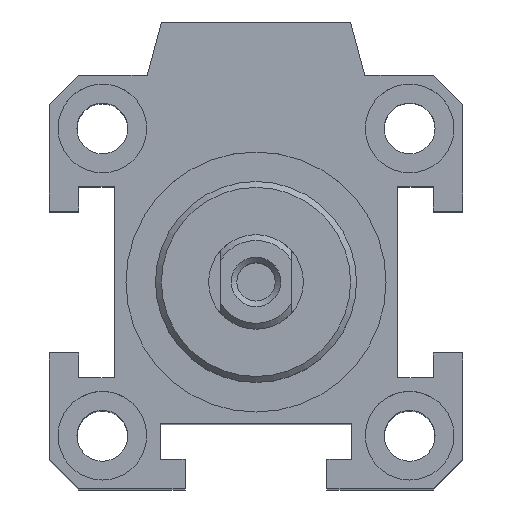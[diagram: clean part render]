
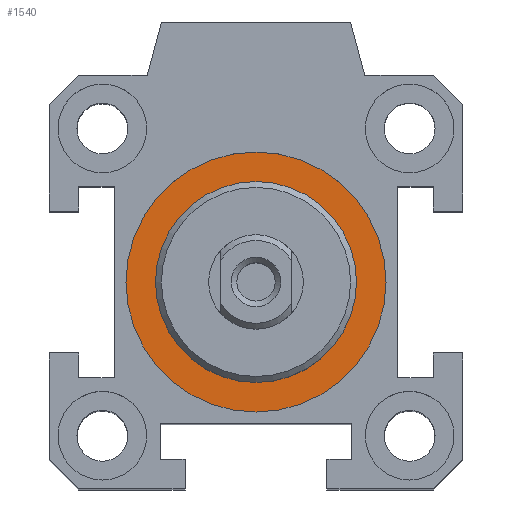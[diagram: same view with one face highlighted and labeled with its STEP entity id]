
A CAD part, top view. The second image highlights one B-rep face of the part: STEP entity #1540.
In plain terms, the highlighted planar face has unit normal (0, 0, 1).
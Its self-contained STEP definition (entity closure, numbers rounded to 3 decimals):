
#292=PLANE('',#1654);
#363=FACE_BOUND('',#531,.T.);
#364=FACE_BOUND('',#532,.T.);
#531=EDGE_LOOP('',(#1117));
#532=EDGE_LOOP('',(#1118));
#694=CIRCLE('',#1652,11.);
#696=CIRCLE('',#1655,8.5);
#762=VERTEX_POINT('',#2310);
#764=VERTEX_POINT('',#2315);
#914=EDGE_CURVE('',#762,#762,#694,.T.);
#916=EDGE_CURVE('',#764,#764,#696,.T.);
#1117=ORIENTED_EDGE('',*,*,#916,.F.);
#1118=ORIENTED_EDGE('',*,*,#914,.F.);
#1540=ADVANCED_FACE('',(#363,#364),#292,.T.);
#1652=AXIS2_PLACEMENT_3D('',#2311,#1836,#1837);
#1654=AXIS2_PLACEMENT_3D('',#2314,#1840,#1841);
#1655=AXIS2_PLACEMENT_3D('',#2316,#1842,#1843);
#1836=DIRECTION('center_axis',(0.,0.,-1.));
#1837=DIRECTION('ref_axis',(-1.,0.,0.));
#1840=DIRECTION('center_axis',(0.,0.,1.));
#1841=DIRECTION('ref_axis',(1.,0.,0.));
#1842=DIRECTION('center_axis',(0.,0.,1.));
#1843=DIRECTION('ref_axis',(-1.,0.,0.));
#2310=CARTESIAN_POINT('',(11.,0.,13.2));
#2311=CARTESIAN_POINT('Origin',(0.,0.,13.2));
#2314=CARTESIAN_POINT('Origin',(0.,0.,
13.2));
#2315=CARTESIAN_POINT('',(8.5,0.,13.2));
#2316=CARTESIAN_POINT('Origin',(0.,0.,13.2));
